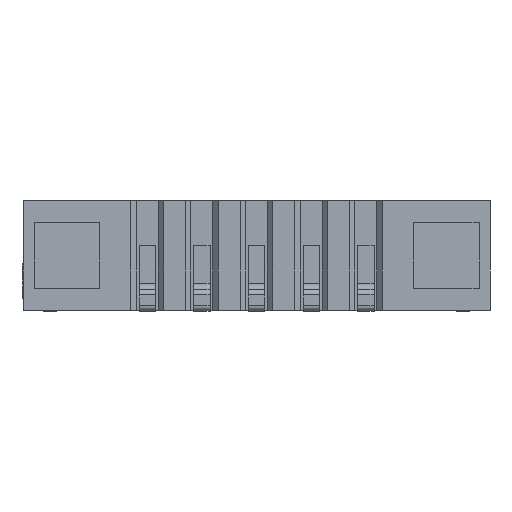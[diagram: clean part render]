
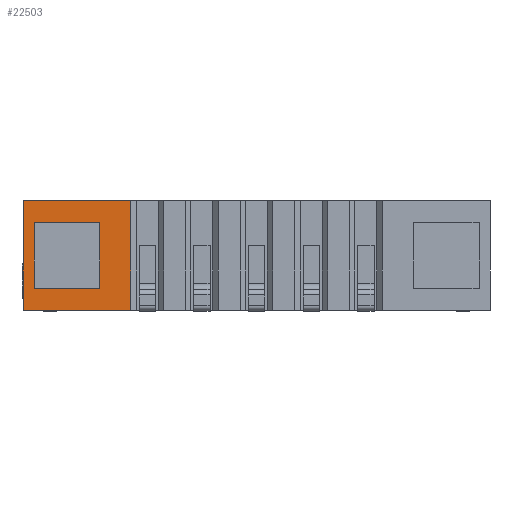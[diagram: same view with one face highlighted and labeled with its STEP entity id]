
A CAD part, front view. The second image highlights one B-rep face of the part: STEP entity #22503.
In plain terms, the highlighted planar face has unit normal (0, -1, 0).
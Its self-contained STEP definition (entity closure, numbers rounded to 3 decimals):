
#664 = DIRECTION ( 'NONE',  ( -1., 0., 0. ) ) ;
#1618 = ORIENTED_EDGE ( 'NONE', *, *, #26382, .F. ) ;
#1673 = DIRECTION ( 'NONE',  ( 0., 0., -1. ) ) ;
#2377 = VERTEX_POINT ( 'NONE', #6440 ) ;
#3015 = CARTESIAN_POINT ( 'NONE',  ( -1.15, -1.39, 1. ) ) ;
#3362 = CARTESIAN_POINT ( 'NONE',  ( -2.035, -1.39, 0.2 ) ) ;
#3540 = ORIENTED_EDGE ( 'NONE', *, *, #14928, .F. ) ;
#3842 = EDGE_CURVE ( 'NONE', #12434, #5229, #11453, .T. ) ;
#4279 = VERTEX_POINT ( 'NONE', #16525 ) ;
#4545 = EDGE_CURVE ( 'NONE', #12434, #9310, #6956, .T. ) ;
#4593 = VECTOR ( 'NONE', #664, 1000. ) ;
#4731 = CARTESIAN_POINT ( 'NONE',  ( -2.135, -1.39, 1. ) ) ;
#4799 = DIRECTION ( 'NONE',  ( 0., 0., -1. ) ) ;
#4952 = LINE ( 'NONE', #21525, #4593 ) ;
#5229 = VERTEX_POINT ( 'NONE', #3015 ) ;
#5471 = CARTESIAN_POINT ( 'NONE',  ( -2.035, -1.39, 0.2 ) ) ;
#6338 = CARTESIAN_POINT ( 'NONE',  ( -2.035, -1.39, 0.8 ) ) ;
#6393 = LINE ( 'NONE', #20047, #6478 ) ;
#6440 = CARTESIAN_POINT ( 'NONE',  ( -1.435, -1.39, 0.2 ) ) ;
#6478 = VECTOR ( 'NONE', #13808, 1000. ) ;
#6777 = LINE ( 'NONE', #17528, #7030 ) ;
#6929 = ORIENTED_EDGE ( 'NONE', *, *, #24129, .T. ) ;
#6956 = LINE ( 'NONE', #22415, #23934 ) ;
#7030 = VECTOR ( 'NONE', #17694, 1000. ) ;
#8113 = ORIENTED_EDGE ( 'NONE', *, *, #16356, .F. ) ;
#8432 = CARTESIAN_POINT ( 'NONE',  ( -2.135, -1.39, 0. ) ) ;
#8487 = DIRECTION ( 'NONE',  ( 0., 0., -1. ) ) ;
#9310 = VERTEX_POINT ( 'NONE', #8432 ) ;
#9526 = DIRECTION ( 'NONE',  ( 0., 0., 1. ) ) ;
#9874 = CARTESIAN_POINT ( 'NONE',  ( -1.15, -1.39, 1. ) ) ;
#11342 = DIRECTION ( 'NONE',  ( 1., 0., 0. ) ) ;
#11453 = LINE ( 'NONE', #26200, #11803 ) ;
#11803 = VECTOR ( 'NONE', #24649, 1000. ) ;
#11811 = PLANE ( 'NONE',  #21744 ) ;
#12434 = VERTEX_POINT ( 'NONE', #4731 ) ;
#13301 = FACE_BOUND ( 'NONE', #16586, .T. ) ;
#13769 = FACE_OUTER_BOUND ( 'NONE', #23306, .T. ) ;
#13808 = DIRECTION ( 'NONE',  ( 0., 0., 1. ) ) ;
#14058 = VERTEX_POINT ( 'NONE', #24616 ) ;
#14928 = EDGE_CURVE ( 'NONE', #22956, #4279, #4952, .T. ) ;
#15222 = VECTOR ( 'NONE', #9526, 1000. ) ;
#15343 = ORIENTED_EDGE ( 'NONE', *, *, #25088, .F. ) ;
#16311 = DIRECTION ( 'NONE',  ( 0., 1., 0. ) ) ;
#16356 = EDGE_CURVE ( 'NONE', #2377, #22956, #6393, .T. ) ;
#16525 = CARTESIAN_POINT ( 'NONE',  ( -2.035, -1.39, 0.8 ) ) ;
#16586 = EDGE_LOOP ( 'NONE', ( #15343, #1618, #3540, #8113 ) ) ;
#17441 = EDGE_CURVE ( 'NONE', #9310, #14058, #6777, .T. ) ;
#17528 = CARTESIAN_POINT ( 'NONE',  ( 2.135, -1.39, 0. ) ) ;
#17694 = DIRECTION ( 'NONE',  ( 1., 0., 0. ) ) ;
#18595 = ORIENTED_EDGE ( 'NONE', *, *, #4545, .T. ) ;
#18855 = VERTEX_POINT ( 'NONE', #3362 ) ;
#20047 = CARTESIAN_POINT ( 'NONE',  ( -1.435, -1.39, 0.8 ) ) ;
#21512 = LINE ( 'NONE', #5471, #22369 ) ;
#21521 = LINE ( 'NONE', #6338, #21661 ) ;
#21525 = CARTESIAN_POINT ( 'NONE',  ( -2.035, -1.39, 0.8 ) ) ;
#21661 = VECTOR ( 'NONE', #4799, 1000. ) ;
#21744 = AXIS2_PLACEMENT_3D ( 'NONE', #22524, #16311, #1673 ) ;
#22369 = VECTOR ( 'NONE', #11342, 1000. ) ;
#22415 = CARTESIAN_POINT ( 'NONE',  ( -2.135, -1.39, 1. ) ) ;
#22503 = ADVANCED_FACE ( 'NONE', ( #13301, #13769 ), #11811, .F. ) ;
#22524 = CARTESIAN_POINT ( 'NONE',  ( 2.135, -1.39, 1. ) ) ;
#22956 = VERTEX_POINT ( 'NONE', #23986 ) ;
#23306 = EDGE_LOOP ( 'NONE', ( #6929, #25215, #18595, #24498 ) ) ;
#23934 = VECTOR ( 'NONE', #8487, 1000. ) ;
#23986 = CARTESIAN_POINT ( 'NONE',  ( -1.435, -1.39, 0.8 ) ) ;
#24129 = EDGE_CURVE ( 'NONE', #14058, #5229, #24311, .T. ) ;
#24311 = LINE ( 'NONE', #9874, #15222 ) ;
#24498 = ORIENTED_EDGE ( 'NONE', *, *, #17441, .T. ) ;
#24616 = CARTESIAN_POINT ( 'NONE',  ( -1.15, -1.39, 0. ) ) ;
#24649 = DIRECTION ( 'NONE',  ( 1., 0., 0. ) ) ;
#25088 = EDGE_CURVE ( 'NONE', #18855, #2377, #21512, .T. ) ;
#25215 = ORIENTED_EDGE ( 'NONE', *, *, #3842, .F. ) ;
#26200 = CARTESIAN_POINT ( 'NONE',  ( 2.135, -1.39, 1. ) ) ;
#26382 = EDGE_CURVE ( 'NONE', #4279, #18855, #21521, .T. ) ;
